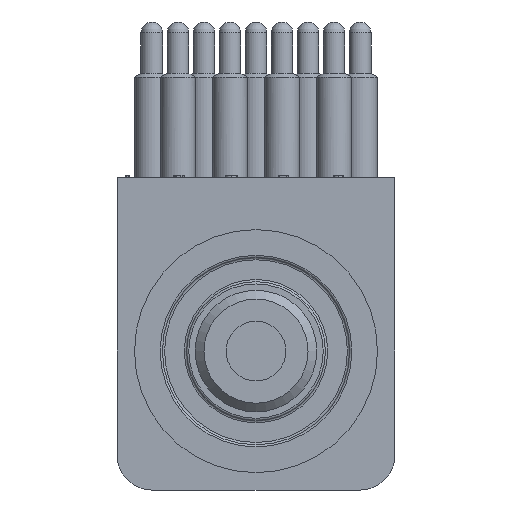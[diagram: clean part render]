
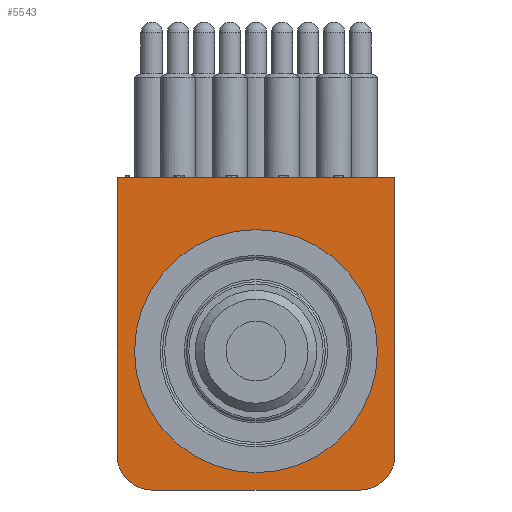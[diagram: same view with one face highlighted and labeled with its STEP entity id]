
A CAD part, front view. The second image highlights one B-rep face of the part: STEP entity #5543.
In plain terms, the highlighted planar face has unit normal (0, -1, 0).
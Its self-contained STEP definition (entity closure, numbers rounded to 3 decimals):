
#394=FACE_BOUND('',#979,.T.);
#428=PLANE('',#6007);
#644=FACE_OUTER_BOUND('',#978,.T.);
#978=EDGE_LOOP('',(#4061,#4062,#4063,#4064,#4065,#4066));
#979=EDGE_LOOP('',(#4067,#4068));
#1273=LINE('',#7990,#1690);
#1356=LINE('',#9576,#1773);
#1357=LINE('',#9580,#1774);
#1358=LINE('',#9583,#1775);
#1690=VECTOR('',#6576,1000.);
#1773=VECTOR('',#6667,1000.);
#1774=VECTOR('',#6670,1000.);
#1775=VECTOR('',#6673,1000.);
#2213=CIRCLE('',#5999,11.113);
#2216=CIRCLE('',#6002,11.113);
#2219=CIRCLE('',#6008,3.175);
#2220=CIRCLE('',#6009,3.175);
#2357=VERTEX_POINT('',#7978);
#2358=VERTEX_POINT('',#7979);
#2361=VERTEX_POINT('',#7988);
#2362=VERTEX_POINT('',#7989);
#2531=VERTEX_POINT('',#9575);
#2532=VERTEX_POINT('',#9577);
#2533=VERTEX_POINT('',#9579);
#2534=VERTEX_POINT('',#9581);
#2948=EDGE_CURVE('',#2357,#2358,#2213,.T.);
#2952=EDGE_CURVE('',#2358,#2357,#2216,.T.);
#2953=EDGE_CURVE('',#2361,#2362,#1273,.T.);
#3124=EDGE_CURVE('',#2531,#2361,#1356,.T.);
#3125=EDGE_CURVE('',#2531,#2532,#2219,.T.);
#3126=EDGE_CURVE('',#2533,#2532,#1357,.T.);
#3127=EDGE_CURVE('',#2533,#2534,#2220,.T.);
#3128=EDGE_CURVE('',#2362,#2534,#1358,.T.);
#4061=ORIENTED_EDGE('',*,*,#3124,.F.);
#4062=ORIENTED_EDGE('',*,*,#3125,.T.);
#4063=ORIENTED_EDGE('',*,*,#3126,.F.);
#4064=ORIENTED_EDGE('',*,*,#3127,.T.);
#4065=ORIENTED_EDGE('',*,*,#3128,.F.);
#4066=ORIENTED_EDGE('',*,*,#2953,.F.);
#4067=ORIENTED_EDGE('',*,*,#2948,.F.);
#4068=ORIENTED_EDGE('',*,*,#2952,.F.);
#5543=ADVANCED_FACE('',(#644,#394),#428,.T.);
#5999=AXIS2_PLACEMENT_3D('',#7980,#6565,#6566);
#6002=AXIS2_PLACEMENT_3D('',#7986,#6572,#6573);
#6007=AXIS2_PLACEMENT_3D('',#9574,#6665,#6666);
#6008=AXIS2_PLACEMENT_3D('',#9578,#6668,#6669);
#6009=AXIS2_PLACEMENT_3D('',#9582,#6671,#6672);
#6565=DIRECTION('center_axis',(0.,-1.,0.));
#6566=DIRECTION('ref_axis',(0.,0.,-1.));
#6572=DIRECTION('center_axis',(0.,-1.,0.));
#6573=DIRECTION('ref_axis',(0.,0.,-1.));
#6576=DIRECTION('',(1.,0.,0.));
#6665=DIRECTION('center_axis',(0.,-1.,0.));
#6666=DIRECTION('ref_axis',(0.,0.,-1.));
#6667=DIRECTION('',(0.,0.,1.));
#6668=DIRECTION('center_axis',(0.,-1.,0.));
#6669=DIRECTION('ref_axis',(0.,0.,-1.));
#6670=DIRECTION('',(-1.,0.,0.));
#6671=DIRECTION('center_axis',(0.,-1.,0.));
#6672=DIRECTION('ref_axis',(0.,0.,-1.));
#6673=DIRECTION('',(0.,0.,-1.));
#7978=CARTESIAN_POINT('',(0.,1.524,11.113));
#7979=CARTESIAN_POINT('',(0.,1.524,-11.113));
#7980=CARTESIAN_POINT('Origin',(0.,1.524,0.));
#7986=CARTESIAN_POINT('Origin',(0.,1.524,0.));
#7988=CARTESIAN_POINT('',(-12.7,1.524,15.875));
#7989=CARTESIAN_POINT('',(12.7,1.524,15.875));
#7990=CARTESIAN_POINT('',(-12.7,1.524,15.875));
#9574=CARTESIAN_POINT('Origin',(12.7,1.524,-12.7));
#9575=CARTESIAN_POINT('',(-12.7,1.524,-9.525));
#9576=CARTESIAN_POINT('',(-12.7,1.524,15.875));
#9577=CARTESIAN_POINT('',(-9.525,1.524,-12.7));
#9578=CARTESIAN_POINT('Origin',(-9.525,1.524,-9.525));
#9579=CARTESIAN_POINT('',(9.525,1.524,-12.7));
#9580=CARTESIAN_POINT('',(-12.7,1.524,-12.7));
#9581=CARTESIAN_POINT('',(12.7,1.524,-9.525));
#9582=CARTESIAN_POINT('Origin',(9.525,1.524,-9.525));
#9583=CARTESIAN_POINT('',(12.7,1.524,15.875));
